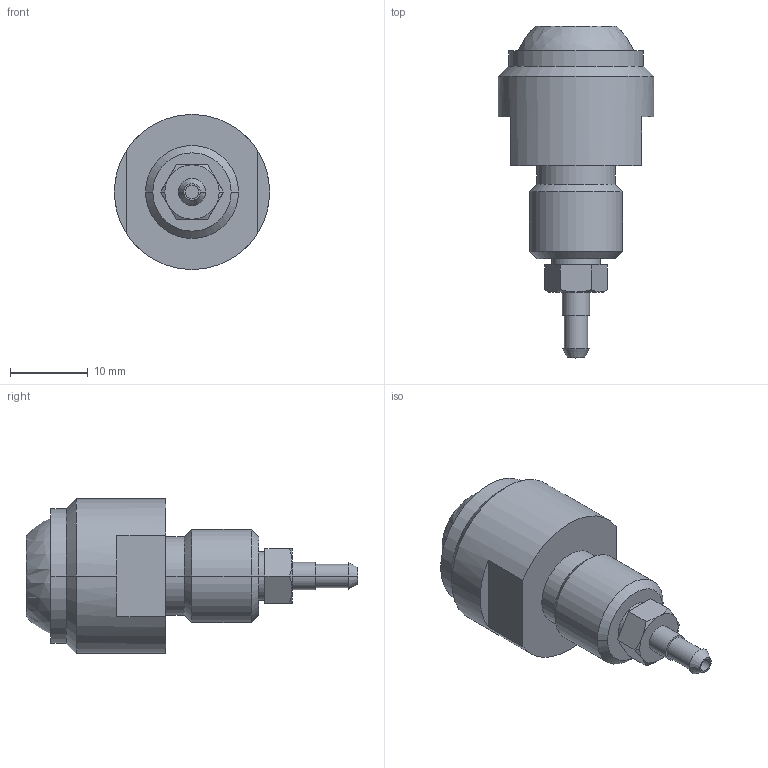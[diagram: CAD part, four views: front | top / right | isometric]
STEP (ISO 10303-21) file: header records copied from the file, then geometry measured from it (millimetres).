
FILE_DESCRIPTION(('STEP AP214'),'1');
FILE_NAME('HALDERN_EH_22800_0320.stp','2020-02-28T09:40:12',('TraceParts'),('TraceParts S.A.'),'Spatial InterOp 3D',' ',' ');
FILE_SCHEMA(('AUTOMOTIVE_DESIGN { 1 0 10303 214 1 1 1 1 }'));
Length unit declared in the file: millimetre
Products named in the file (1): HALDERN_EH_22800_0320_1
Bounding box: 20 x 42.8 x 20 mm (x, y, z)
Volume: 6122.9 mm3; surface area: 3569.7 mm2
Topology: 3 solids, 3 shells, 69 faces, 150 edges, 92 vertices
Faces by surface type: plane 25, cylinder 20, cone 20, sphere 4
Entity records: 2440 total; most frequent: CARTESIAN_POINT 354, DIRECTION 350, ORIENTED_EDGE 284, AXIS2_PLACEMENT_3D 148, EDGE_CURVE 142, VERTEX_POINT 92, EDGE_LOOP 84, CIRCLE 76
